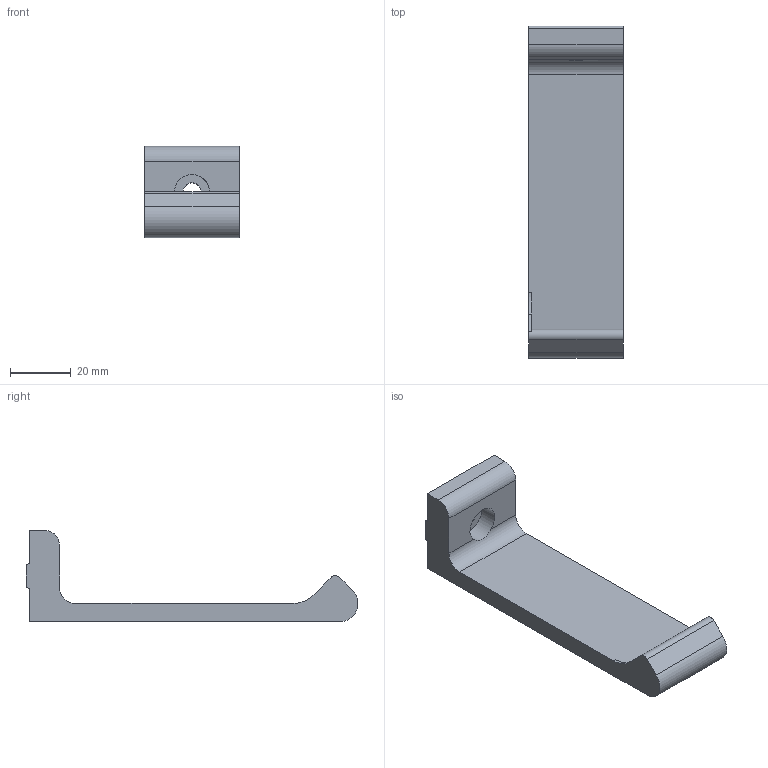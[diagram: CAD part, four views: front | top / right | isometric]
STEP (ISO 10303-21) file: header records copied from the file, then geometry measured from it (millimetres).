
FILE_DESCRIPTION(/* description */ ('STEP AP214'),/* implementation_level */ '2;1');
FILE_NAME(/* name */ '60bef61fc94e826152dbade3',/* time_stamp */ '2021-06-08T04:46:24+00:00',/* author */ (''),/* organization */ (''),/* preprocessor_version */ 'ST-DEVELOPER v18.1',/* originating_system */ ' ',/* authorisation */ ' ');
FILE_SCHEMA (('AUTOMOTIVE_DESIGN {1 0 10303 214 3 1 1}'));
Length unit declared in the file: metre
Products named in the file (1): left
Bounding box: 31 x 108.96 x 30 mm (x, y, z)
Volume: 28267.9 mm3; surface area: 11112.8 mm2
Topology: 1 solids, 1 shells, 27 faces, 78 edges, 52 vertices
Faces by surface type: plane 17, cylinder 10
Full cylindrical faces by diameter (mm): 6 x1, 11.5 x1
Entity records: 906 total; most frequent: CARTESIAN_POINT 158, DIRECTION 153, ORIENTED_EDGE 148, EDGE_CURVE 74, AXIS2_PLACEMENT_3D 52, VERTEX_POINT 50, LINE 49, VECTOR 49
